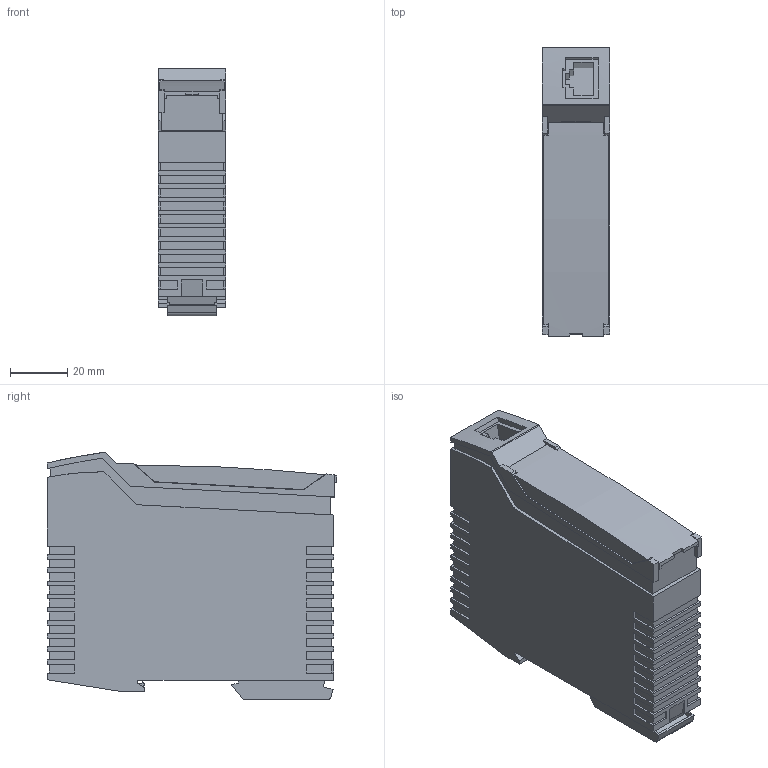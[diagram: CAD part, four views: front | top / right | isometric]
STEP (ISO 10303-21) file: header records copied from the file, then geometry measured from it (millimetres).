
FILE_DESCRIPTION(('Creo Elements/Direct Modeling STEP Export'),'2;1');
FILE_NAME('model.stp','2019-01-29T12:57:27',(''),(''),'Creo Elements/Direct Modeling STEP processor for AP214 (Solid Model)','Creo Elements/Direct Modeling 18.1I 14-Aug-2016 (C) Parametric Technology GmbH','');
FILE_SCHEMA(('AUTOMOTIVE_DESIGN { 1 0 10303 214 1 1 1 1 }'));
Length unit declared in the file: millimetre
Products named in the file (3): INJ_PP_TOP_22.5_GY7035-select; PP_RJ_IDC_F-select; PP_RJ_IDC_F-select.1
Assembly tree (2 placements, depth 2):
  PP_RJ_IDC_F-select.1
    PP_RJ_IDC_F-select
    INJ_PP_TOP_22.5_GY7035-select
Bounding box: 23.6 x 101.39 x 86.64 mm (x, y, z)
Volume: 167183 mm3; surface area: 33470.6 mm2
Topology: 2 solids, 2 shells, 456 faces, 1329 edges, 887 vertices
Faces by surface type: plane 406, cylinder 50
Entity records: 18749 total; most frequent: CARTESIAN_POINT 3481, ORIENTED_EDGE 2658, DIRECTION 2086, EDGE_CURVE 1329, VECTOR 1086, LINE 1086, VERTEX_POINT 887, AXIS2_PLACEMENT_3D 500
